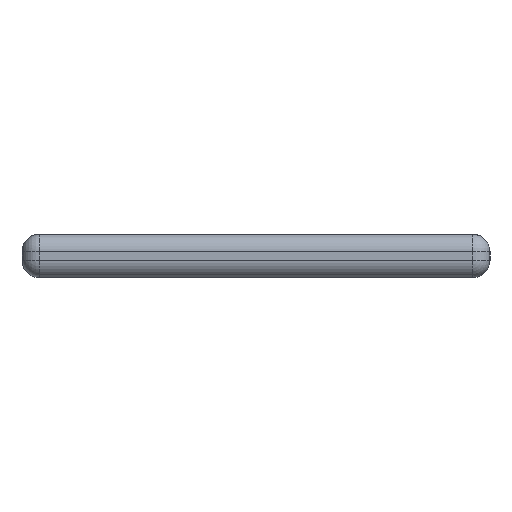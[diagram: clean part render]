
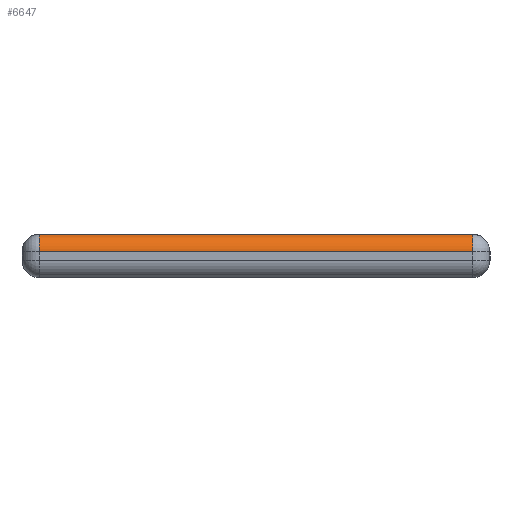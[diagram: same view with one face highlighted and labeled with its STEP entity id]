
A CAD part, left-side view. The second image highlights one B-rep face of the part: STEP entity #6647.
In plain terms, the highlighted cylindrical face has radius 5 mm (diameter 10 mm), a partial arc.
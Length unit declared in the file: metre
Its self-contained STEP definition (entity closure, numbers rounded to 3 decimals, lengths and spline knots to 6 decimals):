
#281=CYLINDRICAL_SURFACE('',#7104,0.005);
#437=LINE('',#17722,#967);
#456=LINE('',#17782,#986);
#967=VECTOR('',#7620,1.);
#986=VECTOR('',#7655,1.);
#2231=ORIENTED_EDGE('',*,*,#4139,.T.);
#2232=ORIENTED_EDGE('',*,*,#4041,.F.);
#2233=ORIENTED_EDGE('',*,*,#4149,.F.);
#2234=ORIENTED_EDGE('',*,*,#4016,.F.);
#4016=EDGE_CURVE('',#5019,#5020,#437,.F.);
#4041=EDGE_CURVE('',#5044,#5045,#456,.T.);
#4139=EDGE_CURVE('',#5019,#5045,#5499,.F.);
#4149=EDGE_CURVE('',#5020,#5044,#5506,.T.);
#5019=VERTEX_POINT('',#17723);
#5020=VERTEX_POINT('',#17724);
#5044=VERTEX_POINT('',#17783);
#5045=VERTEX_POINT('',#17784);
#5499=CIRCLE('',#7093,0.005);
#5506=CIRCLE('',#7105,0.005);
#5645=EDGE_LOOP('',(#2231,#2232,#2233,#2234));
#6077=FACE_BOUND('',#5645,.T.);
#6647=ADVANCED_FACE('',(#6077),#281,.T.);
#7093=AXIS2_PLACEMENT_3D('',#18034,#7778,#7779);
#7104=AXIS2_PLACEMENT_3D('',#18062,#7801,#7802);
#7105=AXIS2_PLACEMENT_3D('',#18063,#7803,#7804);
#7620=DIRECTION('',(0.,1.,0.));
#7655=DIRECTION('',(0.,1.,0.));
#7778=DIRECTION('',(0.,1.,0.));
#7779=DIRECTION('',(0.,0.,1.));
#7801=DIRECTION('',(0.,1.,0.));
#7802=DIRECTION('',(0.,0.,1.));
#7803=DIRECTION('',(0.,-1.,0.));
#7804=DIRECTION('',(0.,0.,-1.));
#17722=CARTESIAN_POINT('',(-0.148,0.,0.0125));
#17723=CARTESIAN_POINT('',(-0.148,0.0623,0.0125));
#17724=CARTESIAN_POINT('',(-0.148,-0.0623,0.0125));
#17782=CARTESIAN_POINT('',(-0.153,0.,0.0075));
#17783=CARTESIAN_POINT('',(-0.153,-0.0623,0.0075));
#17784=CARTESIAN_POINT('',(-0.153,0.0623,0.0075));
#18034=CARTESIAN_POINT('',(-0.148,0.0623,0.0075));
#18062=CARTESIAN_POINT('',(-0.148,0.,0.0075));
#18063=CARTESIAN_POINT('',(-0.148,-0.0623,0.0075));
